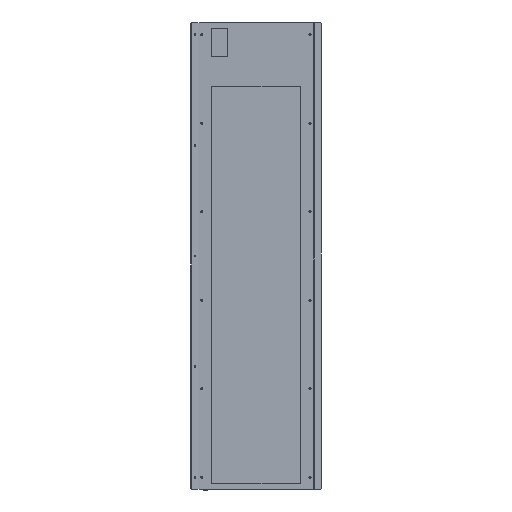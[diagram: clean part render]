
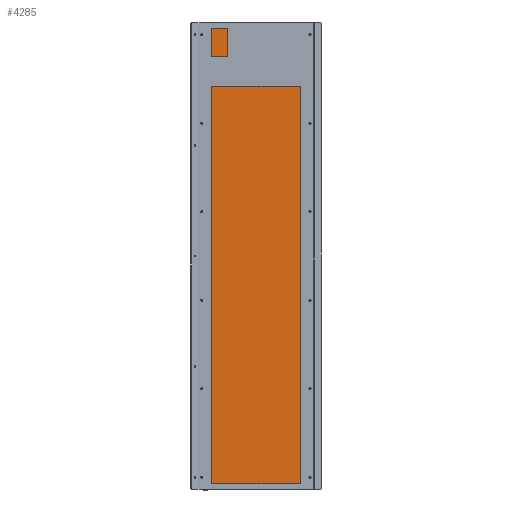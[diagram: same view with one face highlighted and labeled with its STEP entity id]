
A CAD part, top view. The second image highlights one B-rep face of the part: STEP entity #4285.
In plain terms, the highlighted planar face has unit normal (0, 0, 1).
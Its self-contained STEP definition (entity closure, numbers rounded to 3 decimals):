
#1433 = AXIS2_PLACEMENT_3D ( 'NONE', #16310, #14887, #70049 ) ;
#4285 = ADVANCED_FACE ( 'NONE', ( #125932 ), #58431, .T. ) ;
#7212 = VERTEX_POINT ( 'NONE', #81698 ) ;
#9650 = ORIENTED_EDGE ( 'NONE', *, *, #93797, .T. ) ;
#11801 = EDGE_CURVE ( 'NONE', #70262, #7212, #95725, .T. ) ;
#13692 = CARTESIAN_POINT ( 'NONE',  ( -167.073, 506.674, 23.023 ) ) ;
#14887 = DIRECTION ( 'NONE',  ( 0., 0., 1. ) ) ;
#16310 = CARTESIAN_POINT ( 'NONE',  ( -167.073, -478.326, 23.023 ) ) ;
#17801 = DIRECTION ( 'NONE',  ( 0., 1., 0. ) ) ;
#18359 = LINE ( 'NONE', #93828, #84073 ) ;
#29976 = VECTOR ( 'NONE', #17801, 1000. ) ;
#29981 = DIRECTION ( 'NONE',  ( 1., 0., 0. ) ) ;
#35919 = CARTESIAN_POINT ( 'NONE',  ( 36.927, 506.674, 23.023 ) ) ;
#40572 = DIRECTION ( 'NONE',  ( 0., -1., 0. ) ) ;
#42182 = VERTEX_POINT ( 'NONE', #35919 ) ;
#49263 = EDGE_CURVE ( 'NONE', #85667, #42182, #73690, .T. ) ;
#58431 = PLANE ( 'NONE',  #1433 ) ;
#69415 = CARTESIAN_POINT ( 'NONE',  ( 36.927, -478.326, 23.023 ) ) ;
#70049 = DIRECTION ( 'NONE',  ( 0., 1., 0. ) ) ;
#70262 = VERTEX_POINT ( 'NONE', #13692 ) ;
#72951 = CARTESIAN_POINT ( 'NONE',  ( 36.927, -478.326, 23.023 ) ) ;
#73482 = ORIENTED_EDGE ( 'NONE', *, *, #11801, .T. ) ;
#73690 = LINE ( 'NONE', #72951, #29976 ) ;
#81698 = CARTESIAN_POINT ( 'NONE',  ( -167.073, -478.326, 23.023 ) ) ;
#81906 = LINE ( 'NONE', #105107, #109524 ) ;
#82613 = DIRECTION ( 'NONE',  ( -1., 0., 0. ) ) ;
#84073 = VECTOR ( 'NONE', #29981, 1000. ) ;
#85667 = VERTEX_POINT ( 'NONE', #69415 ) ;
#87845 = VECTOR ( 'NONE', #40572, 1000. ) ;
#93797 = EDGE_CURVE ( 'NONE', #42182, #70262, #81906, .T. ) ;
#93828 = CARTESIAN_POINT ( 'NONE',  ( -167.073, -478.326, 23.023 ) ) ;
#95725 = LINE ( 'NONE', #140022, #87845 ) ;
#104123 = ORIENTED_EDGE ( 'NONE', *, *, #143098, .T. ) ;
#105107 = CARTESIAN_POINT ( 'NONE',  ( -167.073, 506.674, 23.023 ) ) ;
#109524 = VECTOR ( 'NONE', #82613, 1000. ) ;
#113886 = ORIENTED_EDGE ( 'NONE', *, *, #49263, .T. ) ;
#125932 = FACE_OUTER_BOUND ( 'NONE', #131745, .T. ) ;
#131745 = EDGE_LOOP ( 'NONE', ( #104123, #113886, #9650, #73482 ) ) ;
#140022 = CARTESIAN_POINT ( 'NONE',  ( -167.073, -478.326, 23.023 ) ) ;
#143098 = EDGE_CURVE ( 'NONE', #7212, #85667, #18359, .T. ) ;
